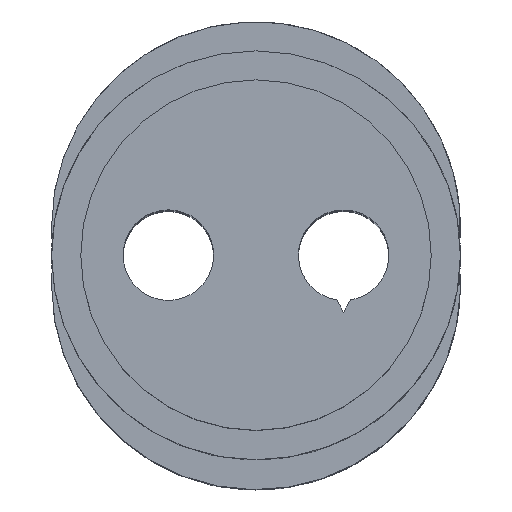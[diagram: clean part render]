
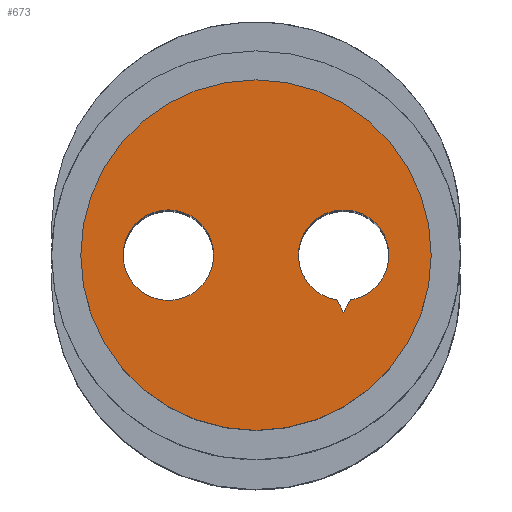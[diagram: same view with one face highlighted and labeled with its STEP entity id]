
A CAD part, top view. The second image highlights one B-rep face of the part: STEP entity #673.
In plain terms, the highlighted planar face has unit normal (0, 0, 1).
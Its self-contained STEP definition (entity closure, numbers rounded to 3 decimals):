
#43=FACE_BOUND('',#175,.T.);
#44=FACE_BOUND('',#176,.T.);
#62=CIRCLE('',#767,1.55);
#64=CIRCLE('',#770,6.);
#65=CIRCLE('',#771,1.55);
#131=FACE_OUTER_BOUND('',#174,.T.);
#174=EDGE_LOOP('',(#477));
#175=EDGE_LOOP('',(#478,#479,#480));
#176=EDGE_LOOP('',(#481));
#235=LINE('',#1113,#277);
#239=LINE('',#1120,#281);
#277=VECTOR('',#870,10.);
#281=VECTOR('',#876,10.);
#319=VERTEX_POINT('',#1110);
#320=VERTEX_POINT('',#1112);
#322=VERTEX_POINT('',#1118);
#323=VERTEX_POINT('',#1125);
#324=VERTEX_POINT('',#1127);
#377=EDGE_CURVE('',#320,#319,#235,.T.);
#381=EDGE_CURVE('',#319,#322,#239,.T.);
#382=EDGE_CURVE('',#322,#320,#62,.T.);
#384=EDGE_CURVE('',#323,#323,#64,.T.);
#385=EDGE_CURVE('',#324,#324,#65,.T.);
#477=ORIENTED_EDGE('',*,*,#384,.T.);
#478=ORIENTED_EDGE('',*,*,#377,.T.);
#479=ORIENTED_EDGE('',*,*,#381,.T.);
#480=ORIENTED_EDGE('',*,*,#382,.T.);
#481=ORIENTED_EDGE('',*,*,#385,.T.);
#647=PLANE('',#769);
#673=ADVANCED_FACE('',(#131,#43,#44),#647,.T.);
#767=AXIS2_PLACEMENT_3D('',#1122,#879,#880);
#769=AXIS2_PLACEMENT_3D('',#1124,#883,#884);
#770=AXIS2_PLACEMENT_3D('',#1126,#885,#886);
#771=AXIS2_PLACEMENT_3D('',#1128,#887,#888);
#870=DIRECTION('',(-0.505,-0.863,0.));
#876=DIRECTION('',(-0.495,0.869,0.));
#879=DIRECTION('center_axis',(0.,0.,-1.));
#880=DIRECTION('ref_axis',(1.,0.,0.));
#883=DIRECTION('center_axis',(0.,0.,1.));
#884=DIRECTION('ref_axis',(1.,0.,0.));
#885=DIRECTION('center_axis',(0.,0.,1.));
#886=DIRECTION('ref_axis',(1.,0.,0.));
#887=DIRECTION('center_axis',(0.,0.,-1.));
#888=DIRECTION('ref_axis',(1.,0.,0.));
#1110=CARTESIAN_POINT('',(2.997,-1.95,7.));
#1112=CARTESIAN_POINT('',(3.243,-1.531,7.));
#1113=CARTESIAN_POINT('',(3.163,-1.668,7.));
#1118=CARTESIAN_POINT('',(2.759,-1.531,7.));
#1120=CARTESIAN_POINT('',(2.212,-0.569,7.));
#1122=CARTESIAN_POINT('Origin',(3.,0.,7.));
#1124=CARTESIAN_POINT('Origin',(0.,0.,7.));
#1125=CARTESIAN_POINT('',(-6.,0.,7.));
#1126=CARTESIAN_POINT('Origin',(0.,0.,7.));
#1127=CARTESIAN_POINT('',(-4.55,0.,7.));
#1128=CARTESIAN_POINT('Origin',(-3.,0.,7.));
